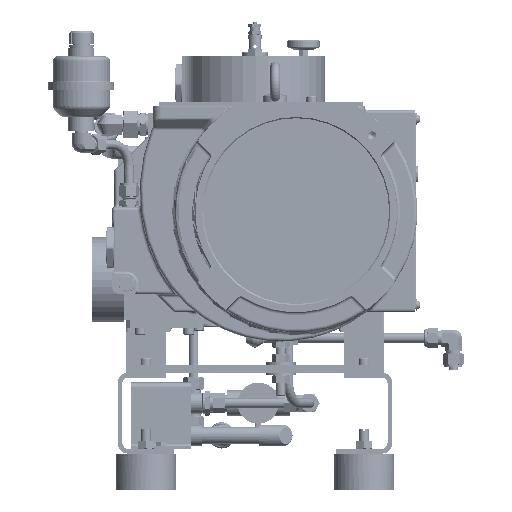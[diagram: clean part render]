
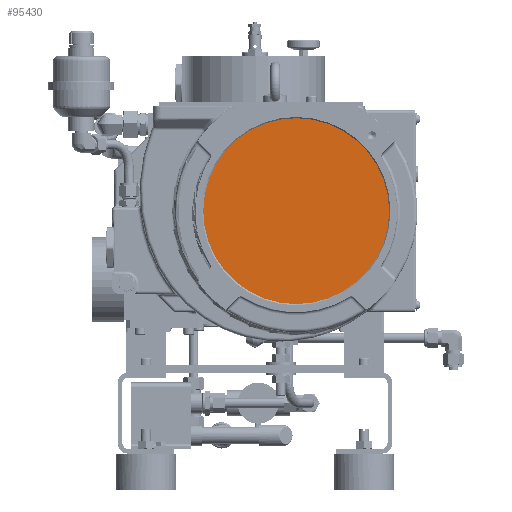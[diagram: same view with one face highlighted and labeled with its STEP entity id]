
A CAD part, left-side view. The second image highlights one B-rep face of the part: STEP entity #95430.
In plain terms, the highlighted planar face has unit normal (-1, 0, 0).
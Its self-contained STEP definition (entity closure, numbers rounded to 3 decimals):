
#9856=CIRCLE('',#104090,115.);
#9857=CIRCLE('',#104091,115.);
#15356=FACE_OUTER_BOUND('',#21486,.T.);
#21486=EDGE_LOOP('',(#73664,#73665));
#41309=VERTEX_POINT('',#177377);
#41310=VERTEX_POINT('',#177378);
#52914=EDGE_CURVE('',#41309,#41310,#9856,.T.);
#52915=EDGE_CURVE('',#41310,#41309,#9857,.T.);
#73664=ORIENTED_EDGE('',*,*,#52914,.T.);
#73665=ORIENTED_EDGE('',*,*,#52915,.T.);
#91236=PLANE('',#104089);
#95430=ADVANCED_FACE('',(#15356),#91236,.T.);
#104089=AXIS2_PLACEMENT_3D('',#177376,#123214,#123215);
#104090=AXIS2_PLACEMENT_3D('',#177379,#123216,#123217);
#104091=AXIS2_PLACEMENT_3D('',#177380,#123218,#123219);
#123214=DIRECTION('center_axis',(-1.,0.,0.));
#123215=DIRECTION('ref_axis',(0.,-1.,0.));
#123216=DIRECTION('center_axis',(-1.,0.,0.));
#123217=DIRECTION('ref_axis',(0.,1.,0.));
#123218=DIRECTION('center_axis',(-1.,0.,0.));
#123219=DIRECTION('ref_axis',(0.,1.,0.));
#177376=CARTESIAN_POINT('Origin',(-467.1,-54.625,0.));
#177377=CARTESIAN_POINT('',(-467.1,60.375,0.));
#177378=CARTESIAN_POINT('',(-467.1,-169.625,0.));
#177379=CARTESIAN_POINT('Origin',(-467.1,-54.625,0.));
#177380=CARTESIAN_POINT('Origin',(-467.1,-54.625,0.));
